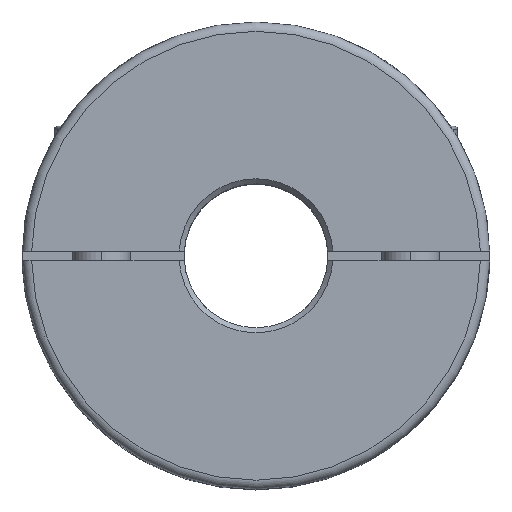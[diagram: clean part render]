
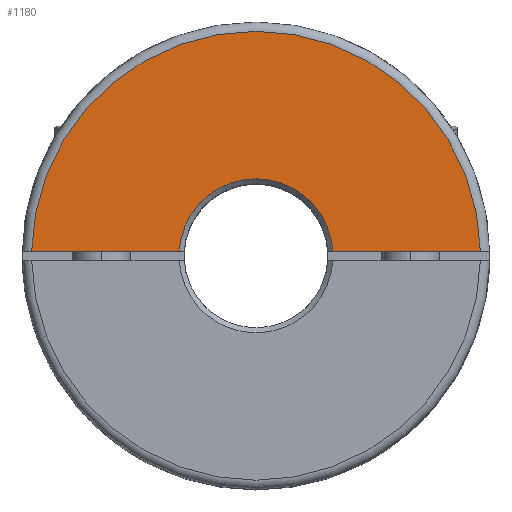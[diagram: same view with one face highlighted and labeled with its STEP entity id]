
A CAD part, top view. The second image highlights one B-rep face of the part: STEP entity #1180.
In plain terms, the highlighted planar face has unit normal (0, 0, 1).
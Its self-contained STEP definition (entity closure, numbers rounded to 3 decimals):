
#104 = ORIENTED_EDGE ( 'NONE', *, *, #4311, .T. ) ;
#384 = DIRECTION ( 'NONE',  ( 1., 0., 0. ) ) ;
#467 = ORIENTED_EDGE ( 'NONE', *, *, #7891, .T. ) ;
#481 = VERTEX_POINT ( 'NONE', #799 ) ;
#567 = CIRCLE ( 'NONE', #3329, 10.7 ) ;
#640 = EDGE_LOOP ( 'NONE', ( #6610, #467, #5651, #104 ) ) ;
#799 = CARTESIAN_POINT ( 'NONE',  ( -10.68, 0.65, 26.25 ) ) ;
#944 = DIRECTION ( 'NONE',  ( 0., 0., -1. ) ) ;
#1062 = VERTEX_POINT ( 'NONE', #2532 ) ;
#1180 = ADVANCED_FACE ( 'NONE', ( #2705 ), #7848, .T. ) ;
#1317 = CARTESIAN_POINT ( 'NONE',  ( 0., 0.65, 26.25 ) ) ;
#1397 = LINE ( 'NONE', #1317, #4831 ) ;
#1692 = EDGE_CURVE ( 'NONE', #481, #1062, #7458, .T. ) ;
#1777 = CARTESIAN_POINT ( 'NONE',  ( 0., 0., 26.25 ) ) ;
#2224 = DIRECTION ( 'NONE',  ( 1., 0., 0. ) ) ;
#2532 = CARTESIAN_POINT ( 'NONE',  ( -31.193, 0.65, 26.25 ) ) ;
#2705 = FACE_OUTER_BOUND ( 'NONE', #640, .T. ) ;
#3163 = DIRECTION ( 'NONE',  ( 1., 0., 0. ) ) ;
#3329 = AXIS2_PLACEMENT_3D ( 'NONE', #7784, #944, #2224 ) ;
#3910 = DIRECTION ( 'NONE',  ( -1., 0., 0. ) ) ;
#4237 = CARTESIAN_POINT ( 'NONE',  ( 0., 0.65, 26.25 ) ) ;
#4311 = EDGE_CURVE ( 'NONE', #481, #6119, #567, .T. ) ;
#4680 = AXIS2_PLACEMENT_3D ( 'NONE', #5203, #5482, #384 ) ;
#4714 = CARTESIAN_POINT ( 'NONE',  ( 31.193, 0.65, 26.25 ) ) ;
#4774 = EDGE_CURVE ( 'NONE', #5313, #6119, #1397, .T. ) ;
#4831 = VECTOR ( 'NONE', #3910, 1000. ) ;
#5203 = CARTESIAN_POINT ( 'NONE',  ( 0., 0., 26.25 ) ) ;
#5313 = VERTEX_POINT ( 'NONE', #4714 ) ;
#5482 = DIRECTION ( 'NONE',  ( 0., 0., 1. ) ) ;
#5651 = ORIENTED_EDGE ( 'NONE', *, *, #1692, .F. ) ;
#5757 = CARTESIAN_POINT ( 'NONE',  ( 10.68, 0.65, 26.25 ) ) ;
#6119 = VERTEX_POINT ( 'NONE', #5757 ) ;
#6520 = VECTOR ( 'NONE', #6778, 1000. ) ;
#6610 = ORIENTED_EDGE ( 'NONE', *, *, #4774, .F. ) ;
#6778 = DIRECTION ( 'NONE',  ( -1., 0., 0. ) ) ;
#6876 = DIRECTION ( 'NONE',  ( 0., 0., 1. ) ) ;
#7182 = AXIS2_PLACEMENT_3D ( 'NONE', #1777, #6876, #3163 ) ;
#7458 = LINE ( 'NONE', #4237, #6520 ) ;
#7691 = CIRCLE ( 'NONE', #7182, 31.2 ) ;
#7784 = CARTESIAN_POINT ( 'NONE',  ( 0., 0., 26.25 ) ) ;
#7848 = PLANE ( 'NONE',  #4680 ) ;
#7891 = EDGE_CURVE ( 'NONE', #5313, #1062, #7691, .T. ) ;
